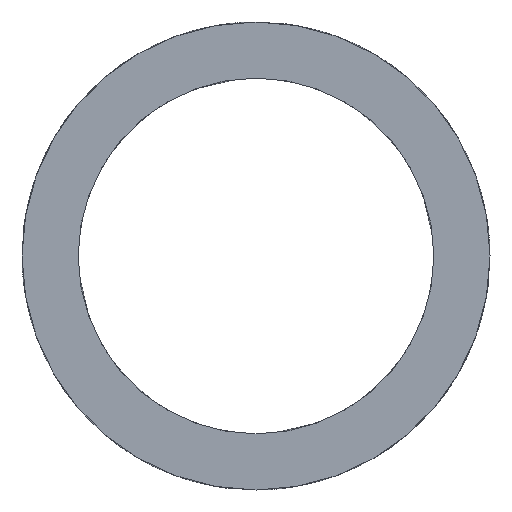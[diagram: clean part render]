
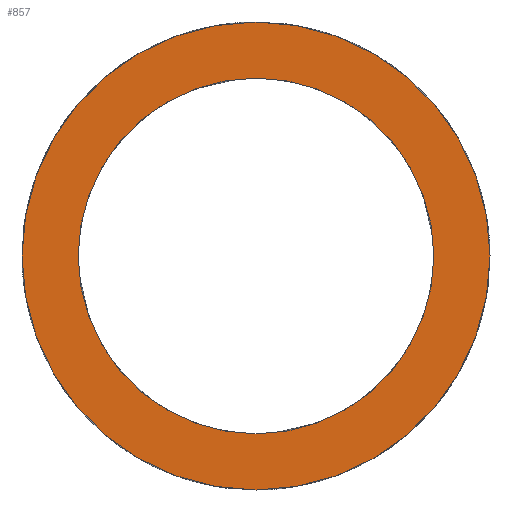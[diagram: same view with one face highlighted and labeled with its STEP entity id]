
A CAD part, front view. The second image highlights one B-rep face of the part: STEP entity #857.
In plain terms, the highlighted planar face has unit normal (0, -1, 0).
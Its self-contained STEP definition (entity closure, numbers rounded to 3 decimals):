
#28 = AXIS2_PLACEMENT_3D ( 'NONE', #335, #1426, #1602 ) ;
#80 = FACE_OUTER_BOUND ( 'NONE', #343, .T. ) ;
#116 = PLANE ( 'NONE',  #1419 ) ;
#133 = CIRCLE ( 'NONE', #28, 9.5 ) ;
#239 = CARTESIAN_POINT ( 'NONE',  ( 0., 0., 0. ) ) ;
#261 = DIRECTION ( 'NONE',  ( 0., 0., 1. ) ) ;
#274 = CARTESIAN_POINT ( 'NONE',  ( 0., 0., 0. ) ) ;
#332 = AXIS2_PLACEMENT_3D ( 'NONE', #706, #1471, #714 ) ;
#335 = CARTESIAN_POINT ( 'NONE',  ( 0., 0., 0. ) ) ;
#343 = EDGE_LOOP ( 'NONE', ( #1906, #1422 ) ) ;
#422 = FACE_BOUND ( 'NONE', #1704, .T. ) ;
#527 = CARTESIAN_POINT ( 'NONE',  ( 0., 0., 9.5 ) ) ;
#536 = CIRCLE ( 'NONE', #332, 12.5 ) ;
#706 = CARTESIAN_POINT ( 'NONE',  ( 0., 0., 0. ) ) ;
#714 = DIRECTION ( 'NONE',  ( 0., 0., 1. ) ) ;
#722 = EDGE_CURVE ( 'NONE', #1395, #1979, #1982, .T. ) ;
#729 = ORIENTED_EDGE ( 'NONE', *, *, #722, .T. ) ;
#760 = DIRECTION ( 'NONE',  ( 0., 1., 0. ) ) ;
#795 = CARTESIAN_POINT ( 'NONE',  ( 0., 0., -9.5 ) ) ;
#857 = ADVANCED_FACE ( 'NONE', ( #80, #422 ), #116, .F. ) ;
#955 = DIRECTION ( 'NONE',  ( 0., 1., 0. ) ) ;
#974 = CARTESIAN_POINT ( 'NONE',  ( 0., 0., 0. ) ) ;
#1071 = EDGE_CURVE ( 'NONE', #1876, #1933, #536, .T. ) ;
#1131 = AXIS2_PLACEMENT_3D ( 'NONE', #239, #760, #1186 ) ;
#1175 = AXIS2_PLACEMENT_3D ( 'NONE', #974, #955, #1177 ) ;
#1177 = DIRECTION ( 'NONE',  ( 0., 0., 1. ) ) ;
#1186 = DIRECTION ( 'NONE',  ( 0., 0., 1. ) ) ;
#1188 = DIRECTION ( 'NONE',  ( 0., 1., 0. ) ) ;
#1361 = CARTESIAN_POINT ( 'NONE',  ( 0., 0., 12.5 ) ) ;
#1395 = VERTEX_POINT ( 'NONE', #527 ) ;
#1419 = AXIS2_PLACEMENT_3D ( 'NONE', #274, #1188, #261 ) ;
#1422 = ORIENTED_EDGE ( 'NONE', *, *, #1071, .F. ) ;
#1426 = DIRECTION ( 'NONE',  ( 0., 1., 0. ) ) ;
#1471 = DIRECTION ( 'NONE',  ( 0., 1., 0. ) ) ;
#1602 = DIRECTION ( 'NONE',  ( 0., 0., 1. ) ) ;
#1704 = EDGE_LOOP ( 'NONE', ( #2071, #729 ) ) ;
#1787 = EDGE_CURVE ( 'NONE', #1933, #1876, #2043, .T. ) ;
#1876 = VERTEX_POINT ( 'NONE', #1361 ) ;
#1906 = ORIENTED_EDGE ( 'NONE', *, *, #1787, .F. ) ;
#1917 = CARTESIAN_POINT ( 'NONE',  ( 0., 0., -12.5 ) ) ;
#1933 = VERTEX_POINT ( 'NONE', #1917 ) ;
#1968 = EDGE_CURVE ( 'NONE', #1979, #1395, #133, .T. ) ;
#1979 = VERTEX_POINT ( 'NONE', #795 ) ;
#1982 = CIRCLE ( 'NONE', #1175, 9.5 ) ;
#2043 = CIRCLE ( 'NONE', #1131, 12.5 ) ;
#2071 = ORIENTED_EDGE ( 'NONE', *, *, #1968, .T. ) ;
